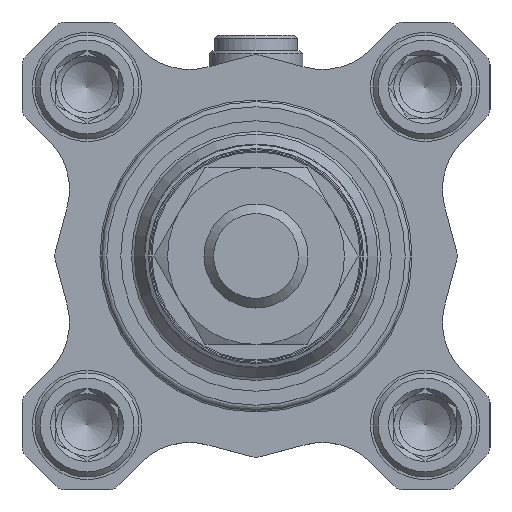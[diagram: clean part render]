
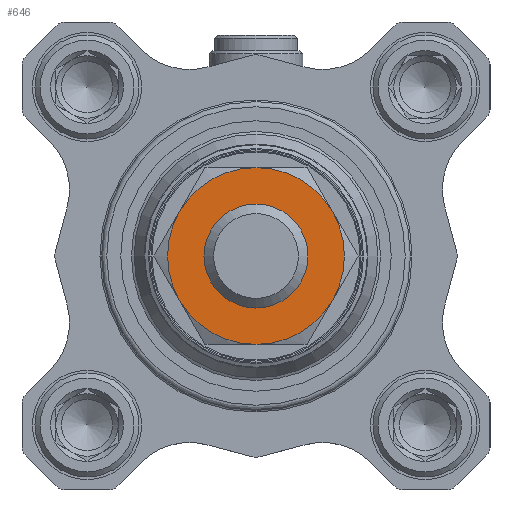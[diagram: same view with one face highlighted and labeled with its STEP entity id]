
A CAD part, left-side view. The second image highlights one B-rep face of the part: STEP entity #646.
In plain terms, the highlighted planar face has unit normal (-1, 0, 0).
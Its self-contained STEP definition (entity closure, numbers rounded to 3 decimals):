
#646 = ADVANCED_FACE( '', ( #1523, #1524 ), #1525, .F. );
#1523 = FACE_OUTER_BOUND( '', #2798, .T. );
#1524 = FACE_BOUND( '', #2799, .T. );
#1525 = PLANE( '', #2800 );
#2798 = EDGE_LOOP( '', ( #4257, #4258, #4259, #4260, #4261, #4262 ) );
#2799 = EDGE_LOOP( '', ( #4263 ) );
#2800 = AXIS2_PLACEMENT_3D( '', #4264, #4265, #4266 );
#4257 = ORIENTED_EDGE( '', *, *, #7352, .F. );
#4258 = ORIENTED_EDGE( '', *, *, #7353, .F. );
#4259 = ORIENTED_EDGE( '', *, *, #7354, .F. );
#4260 = ORIENTED_EDGE( '', *, *, #7355, .F. );
#4261 = ORIENTED_EDGE( '', *, *, #7356, .F. );
#4262 = ORIENTED_EDGE( '', *, *, #7357, .F. );
#4263 = ORIENTED_EDGE( '', *, *, #7358, .T. );
#4264 = CARTESIAN_POINT( '', ( 0., 0., 0. ) );
#4265 = DIRECTION( '', ( 1., 0., 0. ) );
#4266 = DIRECTION( '', ( 0., 0., -1. ) );
#7352 = EDGE_CURVE( '', #8746, #8747, #8748, .T. );
#7353 = EDGE_CURVE( '', #8749, #8746, #8750, .T. );
#7354 = EDGE_CURVE( '', #8751, #8749, #8752, .T. );
#7355 = EDGE_CURVE( '', #8753, #8751, #8754, .T. );
#7356 = EDGE_CURVE( '', #8755, #8753, #8756, .T. );
#7357 = EDGE_CURVE( '', #8747, #8755, #8757, .T. );
#7358 = EDGE_CURVE( '', #8758, #8758, #8759, .T. );
#8746 = VERTEX_POINT( '', #10692 );
#8747 = VERTEX_POINT( '', #10693 );
#8748 = CIRCLE( '', #10694, 8.5 );
#8749 = VERTEX_POINT( '', #10695 );
#8750 = CIRCLE( '', #10696, 8.5 );
#8751 = VERTEX_POINT( '', #10697 );
#8752 = CIRCLE( '', #10698, 8.5 );
#8753 = VERTEX_POINT( '', #10699 );
#8754 = CIRCLE( '', #10700, 8.5 );
#8755 = VERTEX_POINT( '', #10701 );
#8756 = CIRCLE( '', #10702, 8.5 );
#8757 = CIRCLE( '', #10703, 8.5 );
#8758 = VERTEX_POINT( '', #10704 );
#8759 = CIRCLE( '', #10705, 5. );
#10692 = CARTESIAN_POINT( '', ( 0., 7.361, -4.25 ) );
#10693 = CARTESIAN_POINT( '', ( 0., 7.361, 4.25 ) );
#10694 = AXIS2_PLACEMENT_3D( '', #13026, #13027, #13028 );
#10695 = CARTESIAN_POINT( '', ( 0., 0., -8.5 ) );
#10696 = AXIS2_PLACEMENT_3D( '', #13029, #13030, #13031 );
#10697 = CARTESIAN_POINT( '', ( 0., -7.361, -4.25 ) );
#10698 = AXIS2_PLACEMENT_3D( '', #13032, #13033, #13034 );
#10699 = CARTESIAN_POINT( '', ( 0., -7.361, 4.25 ) );
#10700 = AXIS2_PLACEMENT_3D( '', #13035, #13036, #13037 );
#10701 = CARTESIAN_POINT( '', ( 0., 0., 8.5 ) );
#10702 = AXIS2_PLACEMENT_3D( '', #13038, #13039, #13040 );
#10703 = AXIS2_PLACEMENT_3D( '', #13041, #13042, #13043 );
#10704 = CARTESIAN_POINT( '', ( 0., 0., -5. ) );
#10705 = AXIS2_PLACEMENT_3D( '', #13044, #13045, #13046 );
#13026 = CARTESIAN_POINT( '', ( 0., 0., 0. ) );
#13027 = DIRECTION( '', ( 1., 0., 0. ) );
#13028 = DIRECTION( '', ( 0., 0., -1. ) );
#13029 = CARTESIAN_POINT( '', ( 0., 0., 0. ) );
#13030 = DIRECTION( '', ( 1., 0., 0. ) );
#13031 = DIRECTION( '', ( 0., 0., -1. ) );
#13032 = CARTESIAN_POINT( '', ( 0., 0., 0. ) );
#13033 = DIRECTION( '', ( 1., 0., 0. ) );
#13034 = DIRECTION( '', ( 0., 0., -1. ) );
#13035 = CARTESIAN_POINT( '', ( 0., 0., 0. ) );
#13036 = DIRECTION( '', ( 1., 0., 0. ) );
#13037 = DIRECTION( '', ( 0., 0., -1. ) );
#13038 = CARTESIAN_POINT( '', ( 0., 0., 0. ) );
#13039 = DIRECTION( '', ( 1., 0., 0. ) );
#13040 = DIRECTION( '', ( 0., 0., -1. ) );
#13041 = CARTESIAN_POINT( '', ( 0., 0., 0. ) );
#13042 = DIRECTION( '', ( 1., 0., 0. ) );
#13043 = DIRECTION( '', ( 0., 0., -1. ) );
#13044 = CARTESIAN_POINT( '', ( 0., 0., 0. ) );
#13045 = DIRECTION( '', ( 1., 0., 0. ) );
#13046 = DIRECTION( '', ( 0., 0., -1. ) );
